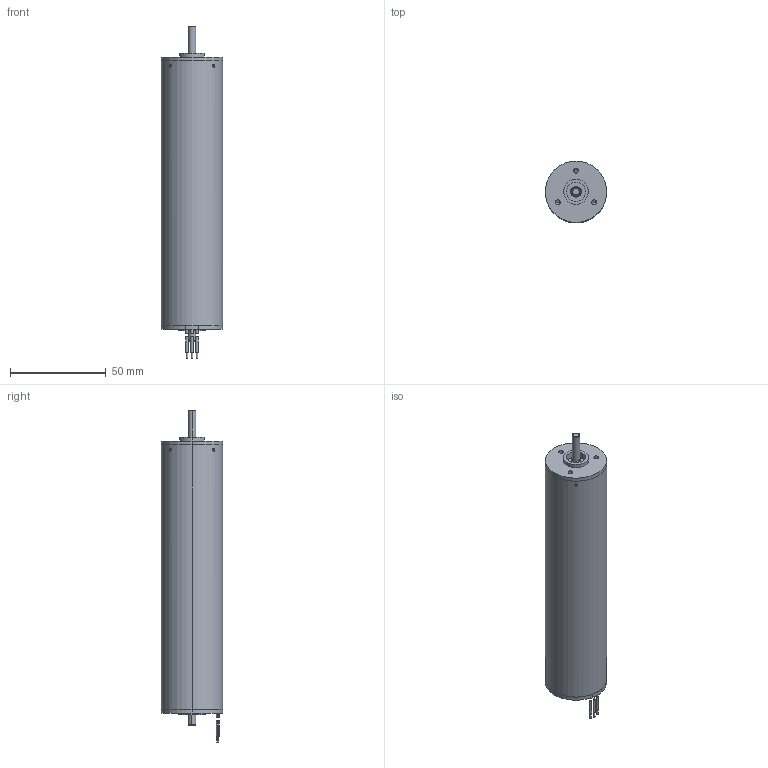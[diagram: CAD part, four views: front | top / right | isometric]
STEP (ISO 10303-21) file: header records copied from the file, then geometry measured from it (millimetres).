
FILE_DESCRIPTION (( 'STEP AP214' ), '1' );
FILE_NAME ('256014201.STEP', '2025-07-11T01:56:25', ( 'China' ), ( 'Microsoft' ), 'SwSTEP 2.0', 'SolidWorks 2025', '' );
FILE_SCHEMA (( 'AUTOMOTIVE_DESIGN' ));
Length unit declared in the file: millimetre
Products named in the file (1): 256014201
Bounding box: 32 x 32 x 173.35 mm (x, y, z)
Volume: 105809 mm3; surface area: 425300.6 mm2
Topology: 629 solids, 629 shells, 4321 faces, 8965 edges, 5903 vertices
Faces by surface type: cylinder 2776, plane 1396, torus 62, bspline 40, sphere 36, cone 11
Entity records: 129708 total; most frequent: CARTESIAN_POINT 23952, DIRECTION 23038, ORIENTED_EDGE 17854, AXIS2_PLACEMENT_3D 9962, EDGE_CURVE 8927, VERTEX_POINT 5895, CIRCLE 5680, EDGE_LOOP 5606
